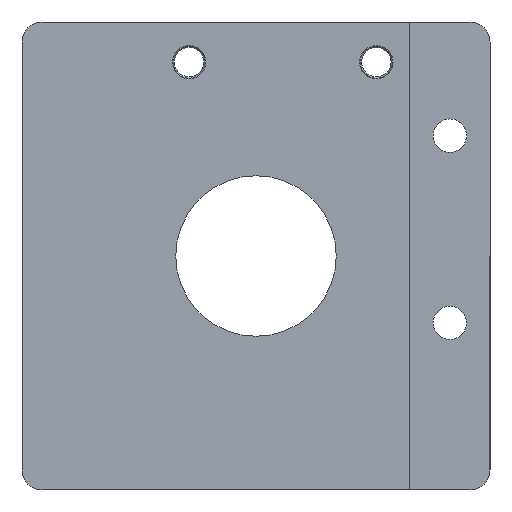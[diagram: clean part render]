
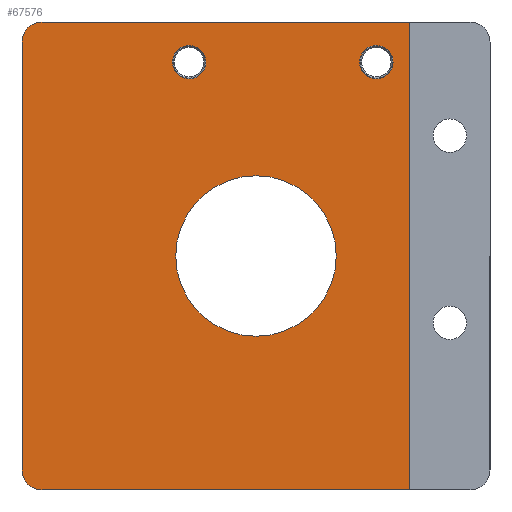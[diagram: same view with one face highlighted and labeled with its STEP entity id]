
A CAD part, front view. The second image highlights one B-rep face of the part: STEP entity #67576.
In plain terms, the highlighted planar face has unit normal (0, -1, 0).
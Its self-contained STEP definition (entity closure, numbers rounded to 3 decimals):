
#177 = AXIS2_PLACEMENT_3D ( 'NONE', #54536, #13092, #48601 ) ;
#492 = CARTESIAN_POINT ( 'NONE',  ( 0., 0.5, 0. ) ) ;
#1143 = LINE ( 'NONE', #15955, #66209 ) ;
#2406 = CARTESIAN_POINT ( 'NONE',  ( 0., 0.5, 6. ) ) ;
#4012 = DIRECTION ( 'NONE',  ( 0., 0., -1. ) ) ;
#4704 = ORIENTED_EDGE ( 'NONE', *, *, #7533, .F. ) ;
#4713 = DIRECTION ( 'NONE',  ( 0., 0., -1. ) ) ;
#5647 = EDGE_CURVE ( 'NONE', #8337, #13794, #34547, .T. ) ;
#7533 = EDGE_CURVE ( 'NONE', #69036, #22839, #21204, .T. ) ;
#8184 = CARTESIAN_POINT ( 'NONE',  ( 11.5, 0.5, 17.5 ) ) ;
#8337 = VERTEX_POINT ( 'NONE', #45085 ) ;
#10988 = PLANE ( 'NONE',  #11287 ) ;
#11006 = EDGE_CURVE ( 'NONE', #58336, #28927, #18992, .T. ) ;
#11287 = AXIS2_PLACEMENT_3D ( 'NONE', #492, #58217, #52359 ) ;
#11383 = DIRECTION ( 'NONE',  ( 0., 0., -1. ) ) ;
#13016 = CARTESIAN_POINT ( 'NONE',  ( 11.5, 0.5, -17.5 ) ) ;
#13092 = DIRECTION ( 'NONE',  ( 0., -1., 0. ) ) ;
#13106 = AXIS2_PLACEMENT_3D ( 'NONE', #26342, #43650, #19328 ) ;
#13794 = VERTEX_POINT ( 'NONE', #44673 ) ;
#14424 = DIRECTION ( 'NONE',  ( 0., 0., -1. ) ) ;
#14854 = CARTESIAN_POINT ( 'NONE',  ( 0., 0.5, -6. ) ) ;
#15765 = CIRCLE ( 'NONE', #36753, 1.5 ) ;
#15955 = CARTESIAN_POINT ( 'NONE',  ( 11.5, 0.5, -17.5 ) ) ;
#16656 = DIRECTION ( 'NONE',  ( 0., -1., 0. ) ) ;
#16718 = FACE_BOUND ( 'NONE', #17353, .T. ) ;
#17124 = AXIS2_PLACEMENT_3D ( 'NONE', #34493, #16656, #28725 ) ;
#17348 = CIRCLE ( 'NONE', #49505, 1.5 ) ;
#17353 = EDGE_LOOP ( 'NONE', ( #44633, #57342 ) ) ;
#17484 = FACE_BOUND ( 'NONE', #32680, .T. ) ;
#18558 = EDGE_CURVE ( 'NONE', #13794, #8337, #76260, .T. ) ;
#18992 = LINE ( 'NONE', #8184, #31748 ) ;
#19328 = DIRECTION ( 'NONE',  ( 0., 0., -1. ) ) ;
#20384 = CARTESIAN_POINT ( 'NONE',  ( 9., 0.5, 15.75 ) ) ;
#21204 = CIRCLE ( 'NONE', #177, 1.25 ) ;
#22148 = DIRECTION ( 'NONE',  ( 0., -1., 0. ) ) ;
#22555 = CIRCLE ( 'NONE', #34922, 6. ) ;
#22839 = VERTEX_POINT ( 'NONE', #76040 ) ;
#25701 = EDGE_LOOP ( 'NONE', ( #41272, #76404, #53212, #26172, #71808, #48687 ) ) ;
#26172 = ORIENTED_EDGE ( 'NONE', *, *, #61494, .T. ) ;
#26342 = CARTESIAN_POINT ( 'NONE',  ( -5., 0.5, 14.5 ) ) ;
#27244 = DIRECTION ( 'NONE',  ( 1., 0., 0. ) ) ;
#27919 = CARTESIAN_POINT ( 'NONE',  ( 9., 0.5, 14.5 ) ) ;
#28643 = DIRECTION ( 'NONE',  ( 0., 0., -1. ) ) ;
#28725 = DIRECTION ( 'NONE',  ( 0., 0., -1. ) ) ;
#28927 = VERTEX_POINT ( 'NONE', #38666 ) ;
#28961 = VECTOR ( 'NONE', #27244, 1000. ) ;
#31722 = EDGE_CURVE ( 'NONE', #57582, #59321, #69114, .T. ) ;
#31748 = VECTOR ( 'NONE', #42954, 1000. ) ;
#31836 = CARTESIAN_POINT ( 'NONE',  ( 11.5, 0.5, 17.5 ) ) ;
#32680 = EDGE_LOOP ( 'NONE', ( #4704, #37049 ) ) ;
#34493 = CARTESIAN_POINT ( 'NONE',  ( 0., 0.5, 0. ) ) ;
#34547 = CIRCLE ( 'NONE', #72989, 1.25 ) ;
#34777 = CARTESIAN_POINT ( 'NONE',  ( -5., 0.5, 14.5 ) ) ;
#34922 = AXIS2_PLACEMENT_3D ( 'NONE', #74209, #73809, #57435 ) ;
#35072 = LINE ( 'NONE', #13016, #28961 ) ;
#35459 = CIRCLE ( 'NONE', #76412, 1.25 ) ;
#36753 = AXIS2_PLACEMENT_3D ( 'NONE', #38817, #50011, #4012 ) ;
#37049 = ORIENTED_EDGE ( 'NONE', *, *, #54953, .F. ) ;
#37539 = EDGE_CURVE ( 'NONE', #57652, #71843, #47983, .T. ) ;
#37947 = CARTESIAN_POINT ( 'NONE',  ( -17.5, 0.5, 16. ) ) ;
#38666 = CARTESIAN_POINT ( 'NONE',  ( -16., 0.5, 17.5 ) ) ;
#38817 = CARTESIAN_POINT ( 'NONE',  ( -16., 0.5, -16. ) ) ;
#40573 = DIRECTION ( 'NONE',  ( 0., -1., 0. ) ) ;
#40689 = DIRECTION ( 'NONE',  ( 0., 0., 1. ) ) ;
#40715 = FACE_OUTER_BOUND ( 'NONE', #25701, .T. ) ;
#41173 = VERTEX_POINT ( 'NONE', #56395 ) ;
#41272 = ORIENTED_EDGE ( 'NONE', *, *, #11006, .T. ) ;
#41430 = FACE_BOUND ( 'NONE', #46517, .T. ) ;
#42139 = CARTESIAN_POINT ( 'NONE',  ( -17.5, 0.5, -17.5 ) ) ;
#42954 = DIRECTION ( 'NONE',  ( -1., 0., 0. ) ) ;
#43650 = DIRECTION ( 'NONE',  ( 0., -1., 0. ) ) ;
#43719 = CARTESIAN_POINT ( 'NONE',  ( -16., 0.5, 16. ) ) ;
#44633 = ORIENTED_EDGE ( 'NONE', *, *, #31722, .F. ) ;
#44673 = CARTESIAN_POINT ( 'NONE',  ( -5., 0.5, 13.25 ) ) ;
#45085 = CARTESIAN_POINT ( 'NONE',  ( -5., 0.5, 15.75 ) ) ;
#45208 = VECTOR ( 'NONE', #11383, 1000. ) ;
#46517 = EDGE_LOOP ( 'NONE', ( #64930, #74425 ) ) ;
#47983 = LINE ( 'NONE', #42139, #45208 ) ;
#48601 = DIRECTION ( 'NONE',  ( 0., 0., -1. ) ) ;
#48687 = ORIENTED_EDGE ( 'NONE', *, *, #53293, .T. ) ;
#49295 = EDGE_CURVE ( 'NONE', #28927, #57652, #17348, .T. ) ;
#49505 = AXIS2_PLACEMENT_3D ( 'NONE', #43719, #67510, #14424 ) ;
#49848 = VERTEX_POINT ( 'NONE', #63726 ) ;
#50011 = DIRECTION ( 'NONE',  ( 0., -1., 0. ) ) ;
#50853 = EDGE_CURVE ( 'NONE', #59321, #57582, #22555, .T. ) ;
#52359 = DIRECTION ( 'NONE',  ( 0., 0., -1. ) ) ;
#53212 = ORIENTED_EDGE ( 'NONE', *, *, #37539, .T. ) ;
#53293 = EDGE_CURVE ( 'NONE', #49848, #58336, #1143, .T. ) ;
#54536 = CARTESIAN_POINT ( 'NONE',  ( 9., 0.5, 14.5 ) ) ;
#54953 = EDGE_CURVE ( 'NONE', #22839, #69036, #35459, .T. ) ;
#56395 = CARTESIAN_POINT ( 'NONE',  ( -16., 0.5, -17.5 ) ) ;
#57342 = ORIENTED_EDGE ( 'NONE', *, *, #50853, .F. ) ;
#57435 = DIRECTION ( 'NONE',  ( 0., 0., -1. ) ) ;
#57582 = VERTEX_POINT ( 'NONE', #2406 ) ;
#57652 = VERTEX_POINT ( 'NONE', #37947 ) ;
#58099 = EDGE_CURVE ( 'NONE', #41173, #49848, #35072, .T. ) ;
#58217 = DIRECTION ( 'NONE',  ( 0., -1., 0. ) ) ;
#58336 = VERTEX_POINT ( 'NONE', #31836 ) ;
#59321 = VERTEX_POINT ( 'NONE', #14854 ) ;
#61494 = EDGE_CURVE ( 'NONE', #71843, #41173, #15765, .T. ) ;
#63726 = CARTESIAN_POINT ( 'NONE',  ( 11.5, 0.5, -17.5 ) ) ;
#64930 = ORIENTED_EDGE ( 'NONE', *, *, #5647, .F. ) ;
#66209 = VECTOR ( 'NONE', #40689, 1000. ) ;
#67510 = DIRECTION ( 'NONE',  ( 0., -1., 0. ) ) ;
#67576 = ADVANCED_FACE ( 'NONE', ( #16718, #41430, #17484, #40715 ), #10988, .T. ) ;
#69036 = VERTEX_POINT ( 'NONE', #20384 ) ;
#69114 = CIRCLE ( 'NONE', #17124, 6. ) ;
#71808 = ORIENTED_EDGE ( 'NONE', *, *, #58099, .T. ) ;
#71843 = VERTEX_POINT ( 'NONE', #74343 ) ;
#72989 = AXIS2_PLACEMENT_3D ( 'NONE', #34777, #40573, #28643 ) ;
#73809 = DIRECTION ( 'NONE',  ( 0., -1., 0. ) ) ;
#74209 = CARTESIAN_POINT ( 'NONE',  ( 0., 0.5, 0. ) ) ;
#74343 = CARTESIAN_POINT ( 'NONE',  ( -17.5, 0.5, -16. ) ) ;
#74425 = ORIENTED_EDGE ( 'NONE', *, *, #18558, .F. ) ;
#76040 = CARTESIAN_POINT ( 'NONE',  ( 9., 0.5, 13.25 ) ) ;
#76260 = CIRCLE ( 'NONE', #13106, 1.25 ) ;
#76404 = ORIENTED_EDGE ( 'NONE', *, *, #49295, .T. ) ;
#76412 = AXIS2_PLACEMENT_3D ( 'NONE', #27919, #22148, #4713 ) ;
